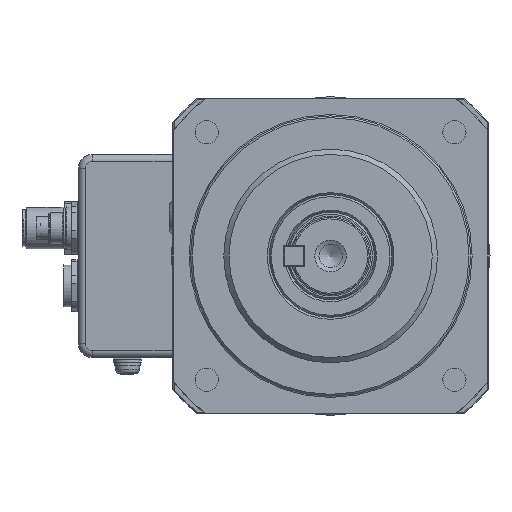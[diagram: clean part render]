
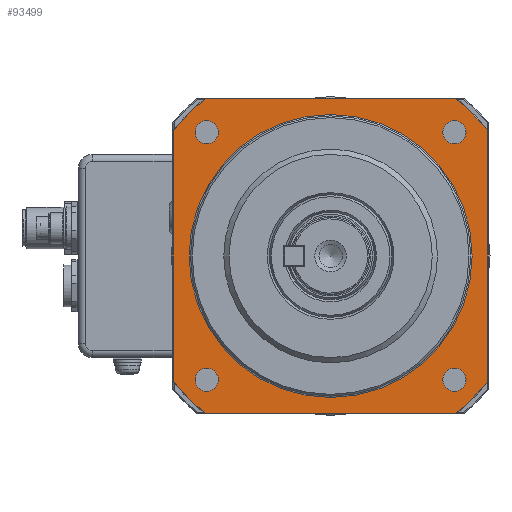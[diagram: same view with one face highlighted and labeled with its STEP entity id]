
A CAD part, left-side view. The second image highlights one B-rep face of the part: STEP entity #93499.
In plain terms, the highlighted face is planar.
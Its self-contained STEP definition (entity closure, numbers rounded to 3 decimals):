
#1395 = CIRCLE ( 'NONE', #144796, 3.3 ) ;
#1920 = CARTESIAN_POINT ( 'NONE',  ( -49.39, -49.39, 0. ) ) ;
#2104 = DIRECTION ( 'NONE',  ( 0., 0., -1. ) ) ;
#3795 = CIRCLE ( 'NONE', #33071, 3.3 ) ;
#7308 = DIRECTION ( 'NONE',  ( 1., 0., 0. ) ) ;
#7508 = DIRECTION ( 'NONE',  ( 1., 0., 0. ) ) ;
#10709 = EDGE_CURVE ( 'NONE', #24732, #15587, #131267, .T. ) ;
#12767 = CIRCLE ( 'NONE', #23059, 57.4 ) ;
#13699 = VECTOR ( 'NONE', #7308, 1000. ) ;
#15587 = VERTEX_POINT ( 'NONE', #158960 ) ;
#16413 = AXIS2_PLACEMENT_3D ( 'NONE', #1920, #132618, #107019 ) ;
#16516 = CARTESIAN_POINT ( 'NONE',  ( -44.9, -49.39, 0. ) ) ;
#17242 = VERTEX_POINT ( 'NONE', #103500 ) ;
#17614 = ORIENTED_EDGE ( 'NONE', *, *, #21992, .F. ) ;
#17927 = VERTEX_POINT ( 'NONE', #26837 ) ;
#19618 = DIRECTION ( 'NONE',  ( 1., 0., 0. ) ) ;
#21992 = EDGE_CURVE ( 'NONE', #144308, #144308, #67091, .T. ) ;
#22003 = ORIENTED_EDGE ( 'NONE', *, *, #158477, .T. ) ;
#23059 = AXIS2_PLACEMENT_3D ( 'NONE', #38522, #79898, #91279 ) ;
#24732 = VERTEX_POINT ( 'NONE', #115694 ) ;
#26837 = CARTESIAN_POINT ( 'NONE',  ( 38.655, 35.355, 0. ) ) ;
#27748 = CARTESIAN_POINT ( 'NONE',  ( 0., 0., 0. ) ) ;
#28418 = ORIENTED_EDGE ( 'NONE', *, *, #10709, .T. ) ;
#28430 = VERTEX_POINT ( 'NONE', #88229 ) ;
#28925 = CARTESIAN_POINT ( 'NONE',  ( -35.355, -35.355, 0. ) ) ;
#29157 = CIRCLE ( 'NONE', #127708, 57.4 ) ;
#30845 = LINE ( 'NONE', #16516, #160987 ) ;
#33071 = AXIS2_PLACEMENT_3D ( 'NONE', #60422, #101076, #93637 ) ;
#35066 = AXIS2_PLACEMENT_3D ( 'NONE', #87938, #137857, #86816 ) ;
#35217 = EDGE_CURVE ( 'NONE', #28430, #28430, #69141, .T. ) ;
#38522 = CARTESIAN_POINT ( 'NONE',  ( 0., 0., 0. ) ) ;
#42209 = EDGE_CURVE ( 'NONE', #138227, #72319, #29157, .T. ) ;
#44748 = DIRECTION ( 'NONE',  ( 0., 0., 1. ) ) ;
#51491 = CIRCLE ( 'NONE', #113614, 57.4 ) ;
#54376 = LINE ( 'NONE', #97677, #13699 ) ;
#55083 = DIRECTION ( 'NONE',  ( 1., 0., 0. ) ) ;
#55758 = DIRECTION ( 'NONE',  ( 0., -1., 0. ) ) ;
#56427 = EDGE_LOOP ( 'NONE', ( #22003, #28418, #161979, #119973, #143882, #92660, #158661, #88655 ) ) ;
#57947 = CIRCLE ( 'NONE', #126251, 3.3 ) ;
#59424 = EDGE_LOOP ( 'NONE', ( #17614 ) ) ;
#60422 = CARTESIAN_POINT ( 'NONE',  ( -35.355, 35.355, 0. ) ) ;
#63349 = CARTESIAN_POINT ( 'NONE',  ( -44.9, 35.76, 0. ) ) ;
#63423 = EDGE_LOOP ( 'NONE', ( #166764 ) ) ;
#64483 = VERTEX_POINT ( 'NONE', #85787 ) ;
#65920 = DIRECTION ( 'NONE',  ( 1., 0., 0. ) ) ;
#67091 = CIRCLE ( 'NONE', #79454, 3.3 ) ;
#67597 = DIRECTION ( 'NONE',  ( 0., 0., 1. ) ) ;
#68024 = FACE_OUTER_BOUND ( 'NONE', #56427, .T. ) ;
#68662 = CARTESIAN_POINT ( 'NONE',  ( 35.76, -44.9, 0. ) ) ;
#69141 = CIRCLE ( 'NONE', #168407, 40.4 ) ;
#70458 = VERTEX_POINT ( 'NONE', #161386 ) ;
#70731 = CARTESIAN_POINT ( 'NONE',  ( 35.355, 35.355, 0. ) ) ;
#72319 = VERTEX_POINT ( 'NONE', #147513 ) ;
#74260 = EDGE_CURVE ( 'NONE', #17927, #17927, #57947, .T. ) ;
#79454 = AXIS2_PLACEMENT_3D ( 'NONE', #28925, #157918, #119760 ) ;
#79898 = DIRECTION ( 'NONE',  ( 0., 0., 1. ) ) ;
#80275 = VERTEX_POINT ( 'NONE', #143410 ) ;
#80642 = CARTESIAN_POINT ( 'NONE',  ( 35.355, -35.355, 0. ) ) ;
#81007 = PLANE ( 'NONE',  #16413 ) ;
#82774 = EDGE_LOOP ( 'NONE', ( #102537 ) ) ;
#84253 = CARTESIAN_POINT ( 'NONE',  ( 0., 0., 0. ) ) ;
#85570 = DIRECTION ( 'NONE',  ( 0., 1., 0. ) ) ;
#85787 = CARTESIAN_POINT ( 'NONE',  ( -32.055, 35.355, 0. ) ) ;
#86816 = DIRECTION ( 'NONE',  ( 1., 0., 0. ) ) ;
#87938 = CARTESIAN_POINT ( 'NONE',  ( 0., 0., 0. ) ) ;
#88229 = CARTESIAN_POINT ( 'NONE',  ( 40.4, 0., 0. ) ) ;
#88655 = ORIENTED_EDGE ( 'NONE', *, *, #98062, .T. ) ;
#91279 = DIRECTION ( 'NONE',  ( 1., 0., 0. ) ) ;
#91359 = EDGE_LOOP ( 'NONE', ( #112945 ) ) ;
#91401 = ORIENTED_EDGE ( 'NONE', *, *, #112166, .F. ) ;
#92459 = FACE_BOUND ( 'NONE', #126130, .T. ) ;
#92660 = ORIENTED_EDGE ( 'NONE', *, *, #111954, .T. ) ;
#93499 = ADVANCED_FACE ( 'NONE', ( #102517, #68024, #122846, #92459, #114740, #163540 ), #81007, .T. ) ;
#93637 = DIRECTION ( 'NONE',  ( 1., 0., 0. ) ) ;
#97270 = EDGE_CURVE ( 'NONE', #64483, #64483, #3795, .T. ) ;
#97677 = CARTESIAN_POINT ( 'NONE',  ( -49.39, -44.9, 0. ) ) ;
#98062 = EDGE_CURVE ( 'NONE', #72319, #80275, #115377, .T. ) ;
#101076 = DIRECTION ( 'NONE',  ( 0., 0., 1. ) ) ;
#102517 = FACE_BOUND ( 'NONE', #82774, .T. ) ;
#102537 = ORIENTED_EDGE ( 'NONE', *, *, #35217, .T. ) ;
#103500 = CARTESIAN_POINT ( 'NONE',  ( -35.76, -44.9, 0. ) ) ;
#106777 = VECTOR ( 'NONE', #132419, 1000. ) ;
#107019 = DIRECTION ( 'NONE',  ( 1., 0., 0. ) ) ;
#108472 = CARTESIAN_POINT ( 'NONE',  ( -49.39, 44.9, 0. ) ) ;
#109812 = DIRECTION ( 'NONE',  ( 0., 0., 1. ) ) ;
#110826 = DIRECTION ( 'NONE',  ( 1., 0., 0. ) ) ;
#111021 = CARTESIAN_POINT ( 'NONE',  ( 0., 0., 0. ) ) ;
#111954 = EDGE_CURVE ( 'NONE', #17242, #138227, #54376, .T. ) ;
#112166 = EDGE_CURVE ( 'NONE', #70458, #70458, #1395, .T. ) ;
#112945 = ORIENTED_EDGE ( 'NONE', *, *, #74260, .F. ) ;
#113481 = VERTEX_POINT ( 'NONE', #118888 ) ;
#113614 = AXIS2_PLACEMENT_3D ( 'NONE', #111021, #44748, #19618 ) ;
#114740 = FACE_BOUND ( 'NONE', #59424, .T. ) ;
#115377 = LINE ( 'NONE', #163412, #162202 ) ;
#115694 = CARTESIAN_POINT ( 'NONE',  ( 35.76, 44.9, 0. ) ) ;
#118888 = CARTESIAN_POINT ( 'NONE',  ( -44.9, -35.76, 0. ) ) ;
#119159 = VERTEX_POINT ( 'NONE', #63349 ) ;
#119760 = DIRECTION ( 'NONE',  ( 1., 0., 0. ) ) ;
#119973 = ORIENTED_EDGE ( 'NONE', *, *, #128834, .T. ) ;
#122846 = FACE_BOUND ( 'NONE', #91359, .T. ) ;
#125693 = CARTESIAN_POINT ( 'NONE',  ( -32.055, -35.355, 0. ) ) ;
#126130 = EDGE_LOOP ( 'NONE', ( #91401 ) ) ;
#126251 = AXIS2_PLACEMENT_3D ( 'NONE', #70731, #109812, #7508 ) ;
#127708 = AXIS2_PLACEMENT_3D ( 'NONE', #84253, #135318, #110826 ) ;
#128834 = EDGE_CURVE ( 'NONE', #119159, #113481, #30845, .T. ) ;
#131267 = LINE ( 'NONE', #108472, #106777 ) ;
#132419 = DIRECTION ( 'NONE',  ( -1., 0., 0. ) ) ;
#132618 = DIRECTION ( 'NONE',  ( 0., 0., 1. ) ) ;
#135318 = DIRECTION ( 'NONE',  ( 0., 0., 1. ) ) ;
#137857 = DIRECTION ( 'NONE',  ( 0., 0., 1. ) ) ;
#138227 = VERTEX_POINT ( 'NONE', #68662 ) ;
#142067 = EDGE_CURVE ( 'NONE', #113481, #17242, #51491, .T. ) ;
#143410 = CARTESIAN_POINT ( 'NONE',  ( 44.9, 35.76, 0. ) ) ;
#143882 = ORIENTED_EDGE ( 'NONE', *, *, #142067, .T. ) ;
#144308 = VERTEX_POINT ( 'NONE', #125693 ) ;
#144796 = AXIS2_PLACEMENT_3D ( 'NONE', #80642, #67597, #55083 ) ;
#147513 = CARTESIAN_POINT ( 'NONE',  ( 44.9, -35.76, 0. ) ) ;
#157918 = DIRECTION ( 'NONE',  ( 0., 0., 1. ) ) ;
#158314 = CIRCLE ( 'NONE', #35066, 57.4 ) ;
#158477 = EDGE_CURVE ( 'NONE', #80275, #24732, #158314, .T. ) ;
#158661 = ORIENTED_EDGE ( 'NONE', *, *, #42209, .T. ) ;
#158960 = CARTESIAN_POINT ( 'NONE',  ( -35.76, 44.9, 0. ) ) ;
#160987 = VECTOR ( 'NONE', #55758, 1000. ) ;
#161386 = CARTESIAN_POINT ( 'NONE',  ( 38.655, -35.355, 0. ) ) ;
#161979 = ORIENTED_EDGE ( 'NONE', *, *, #167851, .T. ) ;
#162202 = VECTOR ( 'NONE', #85570, 1000. ) ;
#163412 = CARTESIAN_POINT ( 'NONE',  ( 44.9, -49.39, 0. ) ) ;
#163540 = FACE_BOUND ( 'NONE', #63423, .T. ) ;
#166764 = ORIENTED_EDGE ( 'NONE', *, *, #97270, .F. ) ;
#167851 = EDGE_CURVE ( 'NONE', #15587, #119159, #12767, .T. ) ;
#168407 = AXIS2_PLACEMENT_3D ( 'NONE', #27748, #2104, #65920 ) ;
